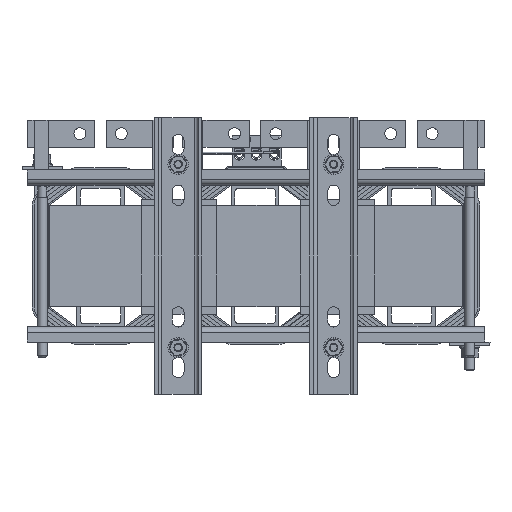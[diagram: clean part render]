
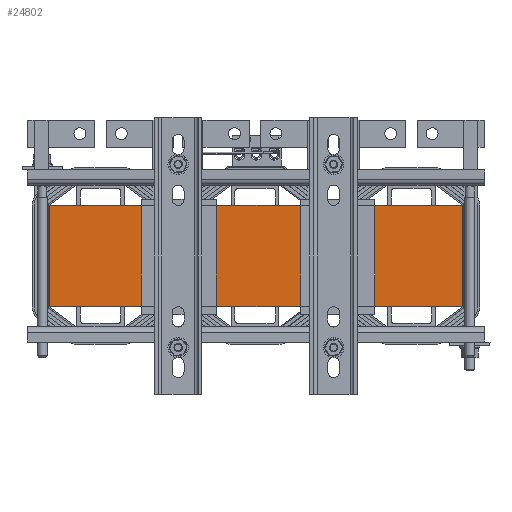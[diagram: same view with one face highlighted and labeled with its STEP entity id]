
A CAD part, front view. The second image highlights one B-rep face of the part: STEP entity #24802.
In plain terms, the highlighted planar face has unit normal (0, -1, 0).
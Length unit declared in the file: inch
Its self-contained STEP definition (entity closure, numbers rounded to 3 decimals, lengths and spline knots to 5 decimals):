
#2620=FACE_OUTER_BOUND('',#4001,.T.);
#4001=EDGE_LOOP('',(#17957,#17958,#17959,#17960));
#5816=LINE('',#36641,#8329);
#5821=LINE('',#36650,#8334);
#5825=LINE('',#36658,#8338);
#5826=LINE('',#36660,#8339);
#8329=VECTOR('',#30069,0.3937);
#8334=VECTOR('',#30076,0.3937);
#8338=VECTOR('',#30084,0.3937);
#8339=VECTOR('',#30087,0.3937);
#10775=VERTEX_POINT('',#36637);
#10777=VERTEX_POINT('',#36640);
#10779=VERTEX_POINT('',#36646);
#10782=VERTEX_POINT('',#36656);
#13462=EDGE_CURVE('',#10777,#10775,#5816,.T.);
#13467=EDGE_CURVE('',#10779,#10777,#5821,.T.);
#13471=EDGE_CURVE('',#10775,#10782,#5825,.T.);
#13472=EDGE_CURVE('',#10782,#10779,#5826,.T.);
#17957=ORIENTED_EDGE('',*,*,#13472,.T.);
#17958=ORIENTED_EDGE('',*,*,#13467,.T.);
#17959=ORIENTED_EDGE('',*,*,#13462,.T.);
#17960=ORIENTED_EDGE('',*,*,#13471,.T.);
#23893=PLANE('',#27007);
#24802=ADVANCED_FACE('',(#2620),#23893,.T.);
#27007=AXIS2_PLACEMENT_3D('',#36659,#30085,#30086);
#30069=DIRECTION('',(1.,0.,0.));
#30076=DIRECTION('',(0.,0.,-1.));
#30084=DIRECTION('',(0.,0.,1.));
#30085=DIRECTION('center_axis',(0.,-1.,0.));
#30086=DIRECTION('ref_axis',(0.,0.,-1.));
#30087=DIRECTION('',(-1.,0.,0.));
#36637=CARTESIAN_POINT('',(2.64847,-2.6455,-7.625));
#36640=CARTESIAN_POINT('',(-1.10153,-2.6455,-7.625));
#36641=CARTESIAN_POINT('',(2.64847,-2.6455,-7.625));
#36646=CARTESIAN_POINT('',(-1.10153,-2.6455,7.625));
#36650=CARTESIAN_POINT('',(-1.10153,-2.6455,0.));
#36656=CARTESIAN_POINT('',(2.64847,-2.6455,7.625));
#36658=CARTESIAN_POINT('',(2.64847,-2.6455,0.));
#36659=CARTESIAN_POINT('Origin',(2.64847,-2.6455,0.));
#36660=CARTESIAN_POINT('',(2.64847,-2.6455,7.625));
